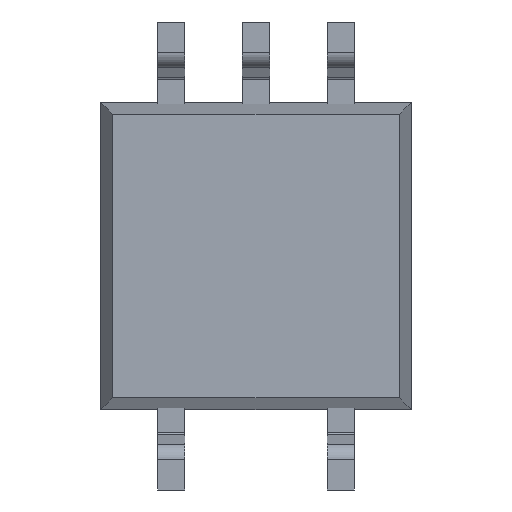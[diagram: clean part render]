
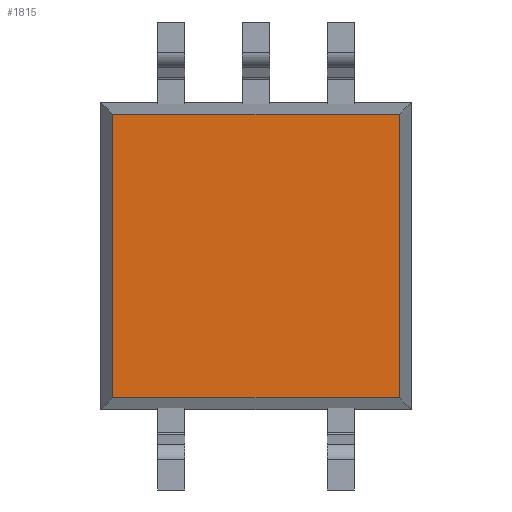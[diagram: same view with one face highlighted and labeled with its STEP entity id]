
A CAD part, front view. The second image highlights one B-rep face of the part: STEP entity #1815.
In plain terms, the highlighted planar face has unit normal (0, -1, 0).
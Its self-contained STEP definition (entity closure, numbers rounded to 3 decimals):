
#255 = CARTESIAN_POINT ( 'NONE',  ( -2.149, -1., -2.124 ) ) ;
#263 = EDGE_CURVE ( 'NONE', #1279, #1789, #717, .T. ) ;
#325 = CARTESIAN_POINT ( 'NONE',  ( -2.149, -1., 0. ) ) ;
#381 = FACE_OUTER_BOUND ( 'NONE', #2427, .T. ) ;
#443 = VERTEX_POINT ( 'NONE', #1625 ) ;
#597 = LINE ( 'NONE', #2165, #2226 ) ;
#645 = LINE ( 'NONE', #1369, #1736 ) ;
#687 = PLANE ( 'NONE',  #2522 ) ;
#699 = CARTESIAN_POINT ( 'NONE',  ( -2.149, -1., 2.124 ) ) ;
#717 = LINE ( 'NONE', #325, #2589 ) ;
#772 = ORIENTED_EDGE ( 'NONE', *, *, #1790, .F. ) ;
#949 = ORIENTED_EDGE ( 'NONE', *, *, #1254, .F. ) ;
#955 = EDGE_CURVE ( 'NONE', #1789, #443, #597, .T. ) ;
#1141 = DIRECTION ( 'NONE',  ( -1., 0., 0. ) ) ;
#1147 = VECTOR ( 'NONE', #2581, 1000. ) ;
#1217 = LINE ( 'NONE', #1402, #1147 ) ;
#1254 = EDGE_CURVE ( 'NONE', #443, #2885, #1217, .T. ) ;
#1265 = DIRECTION ( 'NONE',  ( 1., 0., 0. ) ) ;
#1279 = VERTEX_POINT ( 'NONE', #255 ) ;
#1369 = CARTESIAN_POINT ( 'NONE',  ( 0., -1., -2.124 ) ) ;
#1402 = CARTESIAN_POINT ( 'NONE',  ( 2.149, -1., 0. ) ) ;
#1625 = CARTESIAN_POINT ( 'NONE',  ( 2.149, -1., 2.124 ) ) ;
#1731 = ORIENTED_EDGE ( 'NONE', *, *, #263, .F. ) ;
#1736 = VECTOR ( 'NONE', #1141, 1000. ) ;
#1789 = VERTEX_POINT ( 'NONE', #699 ) ;
#1790 = EDGE_CURVE ( 'NONE', #2885, #1279, #645, .T. ) ;
#1815 = ADVANCED_FACE ( 'NONE', ( #381 ), #687, .F. ) ;
#2053 = DIRECTION ( 'NONE',  ( 0., 1., 0. ) ) ;
#2165 = CARTESIAN_POINT ( 'NONE',  ( 0., -1., 2.124 ) ) ;
#2226 = VECTOR ( 'NONE', #1265, 1000. ) ;
#2300 = CARTESIAN_POINT ( 'NONE',  ( 0., -1., 0. ) ) ;
#2427 = EDGE_LOOP ( 'NONE', ( #1731, #772, #949, #2946 ) ) ;
#2517 = DIRECTION ( 'NONE',  ( 0., 0., -1. ) ) ;
#2522 = AXIS2_PLACEMENT_3D ( 'NONE', #2300, #2053, #2517 ) ;
#2581 = DIRECTION ( 'NONE',  ( 0., 0., -1. ) ) ;
#2589 = VECTOR ( 'NONE', #2879, 1000. ) ;
#2879 = DIRECTION ( 'NONE',  ( 0., 0., 1. ) ) ;
#2885 = VERTEX_POINT ( 'NONE', #2973 ) ;
#2946 = ORIENTED_EDGE ( 'NONE', *, *, #955, .F. ) ;
#2973 = CARTESIAN_POINT ( 'NONE',  ( 2.149, -1., -2.124 ) ) ;
